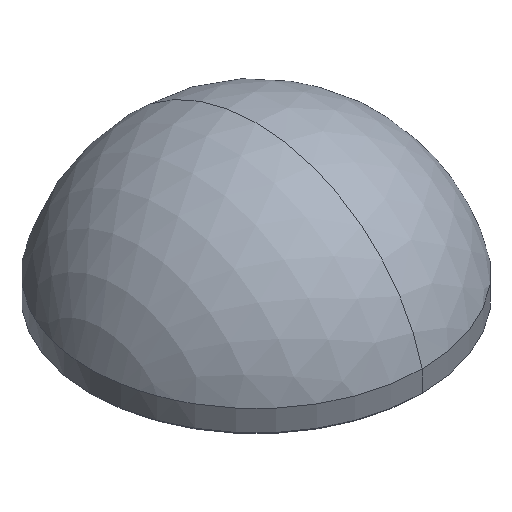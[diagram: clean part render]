
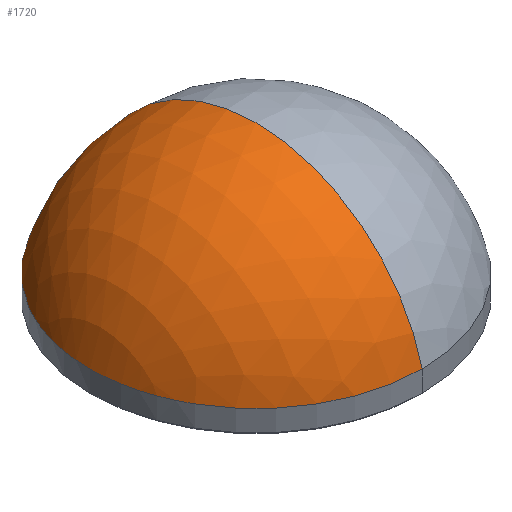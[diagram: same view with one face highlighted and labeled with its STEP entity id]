
A CAD part, isometric view. The second image highlights one B-rep face of the part: STEP entity #1720.
In plain terms, the highlighted spherical face has radius 13.08 mm.
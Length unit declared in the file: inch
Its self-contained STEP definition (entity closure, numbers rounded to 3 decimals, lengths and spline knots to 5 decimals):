
#157 = SPHERICAL_SURFACE ( 'NONE', #177, 0.51496 ) ;
#177 = AXIS2_PLACEMENT_3D ( 'NONE', #1389, #1012, #616 ) ;
#345 = CIRCLE ( 'NONE', #1432, 0.5 ) ;
#456 = DIRECTION ( 'NONE',  ( 0., -1., 0. ) ) ;
#508 = EDGE_CURVE ( 'NONE', #2131, #1351, #2537, .T. ) ;
#572 = VERTEX_POINT ( 'NONE', #2398 ) ;
#616 = DIRECTION ( 'NONE',  ( 0., -1., 0. ) ) ;
#791 = ORIENTED_EDGE ( 'NONE', *, *, #508, .F. ) ;
#825 = CARTESIAN_POINT ( 'NONE',  ( 0., 0., -0.28386 ) ) ;
#954 = AXIS2_PLACEMENT_3D ( 'NONE', #2315, #1139, #2518 ) ;
#961 = EDGE_LOOP ( 'NONE', ( #791, #2204, #1975 ) ) ;
#1012 = DIRECTION ( 'NONE',  ( 1., 0., 0. ) ) ;
#1018 = DIRECTION ( 'NONE',  ( 0., 0., 1. ) ) ;
#1043 = DIRECTION ( 'NONE',  ( -1., 0., 0. ) ) ;
#1115 = EDGE_CURVE ( 'NONE', #572, #1351, #1204, .T. ) ;
#1121 = EDGE_CURVE ( 'NONE', #2131, #572, #345, .T. ) ;
#1139 = DIRECTION ( 'NONE',  ( 1., 0., 0. ) ) ;
#1166 = AXIS2_PLACEMENT_3D ( 'NONE', #825, #1043, #1988 ) ;
#1204 = CIRCLE ( 'NONE', #1166, 0.51496 ) ;
#1351 = VERTEX_POINT ( 'NONE', #2380 ) ;
#1389 = CARTESIAN_POINT ( 'NONE',  ( 0., 0., -0.28386 ) ) ;
#1432 = AXIS2_PLACEMENT_3D ( 'NONE', #2408, #1018, #456 ) ;
#1720 = ADVANCED_FACE ( 'NONE', ( #2283 ), #157, .T. ) ;
#1975 = ORIENTED_EDGE ( 'NONE', *, *, #1115, .T. ) ;
#1988 = DIRECTION ( 'NONE',  ( 0., -1., 0. ) ) ;
#2131 = VERTEX_POINT ( 'NONE', #2410 ) ;
#2204 = ORIENTED_EDGE ( 'NONE', *, *, #1121, .T. ) ;
#2283 = FACE_OUTER_BOUND ( 'NONE', #961, .T. ) ;
#2315 = CARTESIAN_POINT ( 'NONE',  ( 0., 0., -0.28386 ) ) ;
#2380 = CARTESIAN_POINT ( 'NONE',  ( 0., 0., 0.2311 ) ) ;
#2398 = CARTESIAN_POINT ( 'NONE',  ( 0., -0.5, -0.16063 ) ) ;
#2408 = CARTESIAN_POINT ( 'NONE',  ( 0., 0., -0.16063 ) ) ;
#2410 = CARTESIAN_POINT ( 'NONE',  ( 0., 0.5, -0.16063 ) ) ;
#2518 = DIRECTION ( 'NONE',  ( 0., 1., 0. ) ) ;
#2537 = CIRCLE ( 'NONE', #954, 0.51496 ) ;
